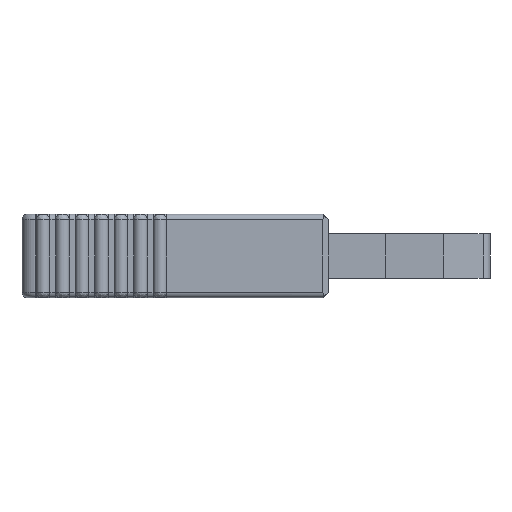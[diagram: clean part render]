
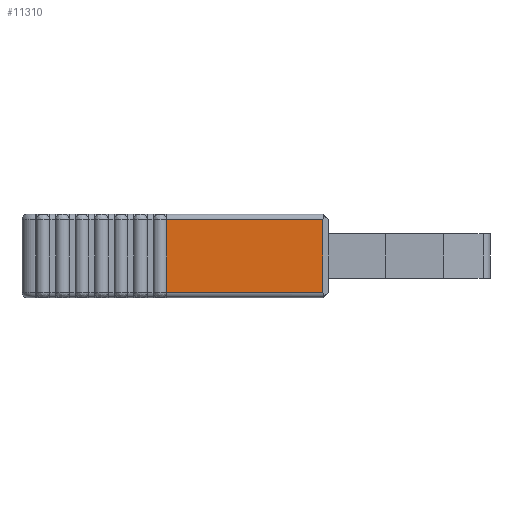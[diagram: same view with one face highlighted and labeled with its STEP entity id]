
A CAD part, left-side view. The second image highlights one B-rep face of the part: STEP entity #11310.
In plain terms, the highlighted planar face has unit normal (-1, 0, 0).
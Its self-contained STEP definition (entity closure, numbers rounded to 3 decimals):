
#1881=DIRECTION('',(0.,0.,-1.));
#1882=VECTOR('',#1881,2.6);
#1883=CARTESIAN_POINT('',(-1.1,-5.195,
1.3));
#1884=LINE('',#1883,#1882);
#1895=DIRECTION('',(0.,1.,0.));
#1896=VECTOR('',#1895,5.605);
#1897=CARTESIAN_POINT('',(-1.1,-10.8,1.3));
#1898=LINE('',#1897,#1896);
#2997=CARTESIAN_POINT('',(-1.1,-10.8,-1.3));
#3007=DIRECTION('',(0.,-1.,0.));
#3008=VECTOR('',#3007,5.605);
#3009=CARTESIAN_POINT('',(-1.1,-5.195,-1.3));
#3010=LINE('',#3009,#3008);
#3011=CARTESIAN_POINT('',(-1.1,-10.8,1.3));
#3021=DIRECTION('',(0.,0.,1.));
#3022=VECTOR('',#3021,2.6);
#3023=CARTESIAN_POINT('',(-1.1,-10.8,-1.3));
#3024=LINE('',#3023,#3022);
#8147=VERTEX_POINT('',#2997);
#8148=CARTESIAN_POINT('',(-1.1,-5.195,-1.3));
#8149=VERTEX_POINT('',#8148);
#8150=VERTEX_POINT('',#3011);
#8154=CARTESIAN_POINT('',(-1.1,-5.195,
1.3));
#8155=VERTEX_POINT('',#8154);
#11296=CARTESIAN_POINT('',(-1.1,0.,-1.5));
#11297=DIRECTION('',(-1.,0.,0.));
#11298=DIRECTION('',(0.,-1.,0.));
#11299=AXIS2_PLACEMENT_3D('',#11296,#11297,#11298);
#11300=PLANE('',#11299);
#11302=ORIENTED_EDGE('',*,*,#11301,.F.);
#11304=ORIENTED_EDGE('',*,*,#11303,.F.);
#11306=ORIENTED_EDGE('',*,*,#11305,.F.);
#11307=ORIENTED_EDGE('',*,*,#11286,.F.);
#11308=EDGE_LOOP('',(#11302,#11304,#11306,#11307));
#11309=FACE_OUTER_BOUND('',#11308,.F.);
#11310=ADVANCED_FACE('',(#11309),#11300,.T.);
#11286=EDGE_CURVE('',#8155,#8149,#1884,.T.);
#11301=EDGE_CURVE('',#8150,#8155,#1898,.T.);
#11303=EDGE_CURVE('',#8147,#8150,#3024,.T.);
#11305=EDGE_CURVE('',#8149,#8147,#3010,.T.);
